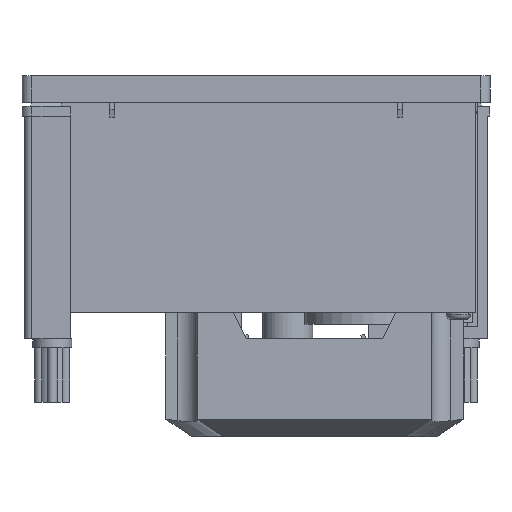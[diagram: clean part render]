
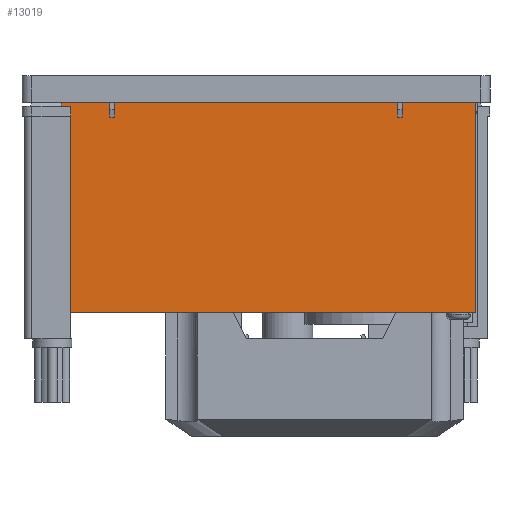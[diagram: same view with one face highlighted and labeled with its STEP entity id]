
A CAD part, front view. The second image highlights one B-rep face of the part: STEP entity #13019.
In plain terms, the highlighted planar face has unit normal (0, -1, 0).
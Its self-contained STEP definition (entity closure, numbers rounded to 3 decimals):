
#228 = EDGE_CURVE ( 'NONE', #10123, #6518, #8032, .T. ) ;
#313 = DIRECTION ( 'NONE',  ( 1., 0., 0. ) ) ;
#816 = FACE_OUTER_BOUND ( 'NONE', #11594, .T. ) ;
#1176 = EDGE_CURVE ( 'NONE', #3188, #3219, #3598, .T. ) ;
#1272 = VECTOR ( 'NONE', #2154, 1000. ) ;
#1476 = VECTOR ( 'NONE', #12279, 1000. ) ;
#2065 = DIRECTION ( 'NONE',  ( 0., 0., -1. ) ) ;
#2154 = DIRECTION ( 'NONE',  ( -1., 0., 0. ) ) ;
#2414 = VERTEX_POINT ( 'NONE', #6791 ) ;
#2475 = DIRECTION ( 'NONE',  ( 0., 1., 0. ) ) ;
#2638 = VERTEX_POINT ( 'NONE', #15394 ) ;
#2654 = CARTESIAN_POINT ( 'NONE',  ( 29., -45., -8.5 ) ) ;
#2693 = CARTESIAN_POINT ( 'NONE',  ( -45., -45., 84.55 ) ) ;
#2907 = VECTOR ( 'NONE', #2065, 1000. ) ;
#3100 = ORIENTED_EDGE ( 'NONE', *, *, #13297, .F. ) ;
#3161 = VECTOR ( 'NONE', #6334, 1000. ) ;
#3188 = VERTEX_POINT ( 'NONE', #3604 ) ;
#3219 = VERTEX_POINT ( 'NONE', #15734 ) ;
#3407 = LINE ( 'NONE', #12710, #10563 ) ;
#3418 = EDGE_CURVE ( 'NONE', #2414, #6518, #10003, .T. ) ;
#3538 = VERTEX_POINT ( 'NONE', #2654 ) ;
#3598 = LINE ( 'NONE', #3634, #3161 ) ;
#3604 = CARTESIAN_POINT ( 'NONE',  ( 29., -45., -5.5 ) ) ;
#3634 = CARTESIAN_POINT ( 'NONE',  ( 48., -45., -5.5 ) ) ;
#3690 = DIRECTION ( 'NONE',  ( -1., 0., 0. ) ) ;
#3722 = VERTEX_POINT ( 'NONE', #8419 ) ;
#3748 = ORIENTED_EDGE ( 'NONE', *, *, #10178, .T. ) ;
#3920 = DIRECTION ( 'NONE',  ( 0., 0., 1. ) ) ;
#4125 = ORIENTED_EDGE ( 'NONE', *, *, #7311, .F. ) ;
#4196 = CARTESIAN_POINT ( 'NONE',  ( 29., -45., -8.5 ) ) ;
#4670 = DIRECTION ( 'NONE',  ( 1., 0., 0. ) ) ;
#4837 = ORIENTED_EDGE ( 'NONE', *, *, #3418, .T. ) ;
#5261 = CARTESIAN_POINT ( 'NONE',  ( 45., -45., -48.5 ) ) ;
#5274 = EDGE_CURVE ( 'NONE', #3538, #3188, #15369, .T. ) ;
#5608 = VERTEX_POINT ( 'NONE', #9284 ) ;
#5651 = VECTOR ( 'NONE', #3920, 1000. ) ;
#6006 = VERTEX_POINT ( 'NONE', #14869 ) ;
#6333 = AXIS2_PLACEMENT_3D ( 'NONE', #14456, #2475, #11867 ) ;
#6334 = DIRECTION ( 'NONE',  ( -1., 0., 0. ) ) ;
#6518 = VERTEX_POINT ( 'NONE', #9640 ) ;
#6605 = CARTESIAN_POINT ( 'NONE',  ( 30., -45., -8.5 ) ) ;
#6791 = CARTESIAN_POINT ( 'NONE',  ( -45., -45., -5.5 ) ) ;
#6918 = ORIENTED_EDGE ( 'NONE', *, *, #5274, .T. ) ;
#7082 = ORIENTED_EDGE ( 'NONE', *, *, #13303, .T. ) ;
#7311 = EDGE_CURVE ( 'NONE', #5608, #10123, #13224, .T. ) ;
#7517 = VERTEX_POINT ( 'NONE', #9352 ) ;
#7525 = ORIENTED_EDGE ( 'NONE', *, *, #14239, .F. ) ;
#7846 = VECTOR ( 'NONE', #10771, 1000. ) ;
#7904 = ORIENTED_EDGE ( 'NONE', *, *, #11109, .F. ) ;
#8032 = LINE ( 'NONE', #10248, #1272 ) ;
#8406 = CARTESIAN_POINT ( 'NONE',  ( -30., -45., -8.5 ) ) ;
#8419 = CARTESIAN_POINT ( 'NONE',  ( -30., -45., -5.5 ) ) ;
#8879 = LINE ( 'NONE', #11733, #15996 ) ;
#9202 = LINE ( 'NONE', #6605, #5651 ) ;
#9284 = CARTESIAN_POINT ( 'NONE',  ( 45., -45., -5.5 ) ) ;
#9344 = CARTESIAN_POINT ( 'NONE',  ( 48., -45., -5.5 ) ) ;
#9352 = CARTESIAN_POINT ( 'NONE',  ( -30., -45., -8.5 ) ) ;
#9640 = CARTESIAN_POINT ( 'NONE',  ( -45., -45., -48.5 ) ) ;
#9666 = VECTOR ( 'NONE', #15087, 1000. ) ;
#9756 = VERTEX_POINT ( 'NONE', #15178 ) ;
#10003 = LINE ( 'NONE', #2693, #13156 ) ;
#10103 = LINE ( 'NONE', #16433, #16785 ) ;
#10123 = VERTEX_POINT ( 'NONE', #5261 ) ;
#10178 = EDGE_CURVE ( 'NONE', #3722, #2414, #14988, .T. ) ;
#10248 = CARTESIAN_POINT ( 'NONE',  ( 48., -45., -48.5 ) ) ;
#10348 = ORIENTED_EDGE ( 'NONE', *, *, #1176, .T. ) ;
#10547 = PLANE ( 'NONE',  #6333 ) ;
#10563 = VECTOR ( 'NONE', #4670, 1000. ) ;
#10756 = DIRECTION ( 'NONE',  ( 0., 0., -1. ) ) ;
#10771 = DIRECTION ( 'NONE',  ( -1., 0., 0. ) ) ;
#11109 = EDGE_CURVE ( 'NONE', #3538, #9756, #3407, .T. ) ;
#11165 = CARTESIAN_POINT ( 'NONE',  ( -29., -45., -8.5 ) ) ;
#11567 = ORIENTED_EDGE ( 'NONE', *, *, #228, .F. ) ;
#11594 = EDGE_LOOP ( 'NONE', ( #7525, #7904, #6918, #10348, #14617, #3100, #7082, #3748, #4837, #11567, #4125, #16437 ) ) ;
#11733 = CARTESIAN_POINT ( 'NONE',  ( 48., -45., -5.5 ) ) ;
#11867 = DIRECTION ( 'NONE',  ( 0., 0., 1. ) ) ;
#12279 = DIRECTION ( 'NONE',  ( 0., 0., 1. ) ) ;
#12499 = DIRECTION ( 'NONE',  ( 0., 0., 1. ) ) ;
#12710 = CARTESIAN_POINT ( 'NONE',  ( 30., -45., -8.5 ) ) ;
#12849 = CARTESIAN_POINT ( 'NONE',  ( 45., -45., 84.55 ) ) ;
#13019 = ADVANCED_FACE ( 'NONE', ( #816 ), #10547, .F. ) ;
#13156 = VECTOR ( 'NONE', #10756, 1000. ) ;
#13224 = LINE ( 'NONE', #12849, #2907 ) ;
#13297 = EDGE_CURVE ( 'NONE', #7517, #6006, #10103, .T. ) ;
#13303 = EDGE_CURVE ( 'NONE', #7517, #3722, #17212, .T. ) ;
#14239 = EDGE_CURVE ( 'NONE', #9756, #2638, #9202, .T. ) ;
#14456 = CARTESIAN_POINT ( 'NONE',  ( 48., -45., -5.5 ) ) ;
#14617 = ORIENTED_EDGE ( 'NONE', *, *, #15503, .F. ) ;
#14869 = CARTESIAN_POINT ( 'NONE',  ( -29., -45., -8.5 ) ) ;
#14988 = LINE ( 'NONE', #9344, #7846 ) ;
#15087 = DIRECTION ( 'NONE',  ( 0., 0., 1. ) ) ;
#15178 = CARTESIAN_POINT ( 'NONE',  ( 30., -45., -8.5 ) ) ;
#15369 = LINE ( 'NONE', #4196, #1476 ) ;
#15378 = VECTOR ( 'NONE', #12499, 1000. ) ;
#15394 = CARTESIAN_POINT ( 'NONE',  ( 30., -45., -5.5 ) ) ;
#15503 = EDGE_CURVE ( 'NONE', #6006, #3219, #15801, .T. ) ;
#15694 = EDGE_CURVE ( 'NONE', #5608, #2638, #8879, .T. ) ;
#15734 = CARTESIAN_POINT ( 'NONE',  ( -29., -45., -5.5 ) ) ;
#15801 = LINE ( 'NONE', #11165, #15378 ) ;
#15996 = VECTOR ( 'NONE', #3690, 1000. ) ;
#16433 = CARTESIAN_POINT ( 'NONE',  ( -30., -45., -8.5 ) ) ;
#16437 = ORIENTED_EDGE ( 'NONE', *, *, #15694, .T. ) ;
#16785 = VECTOR ( 'NONE', #313, 1000. ) ;
#17212 = LINE ( 'NONE', #8406, #9666 ) ;
